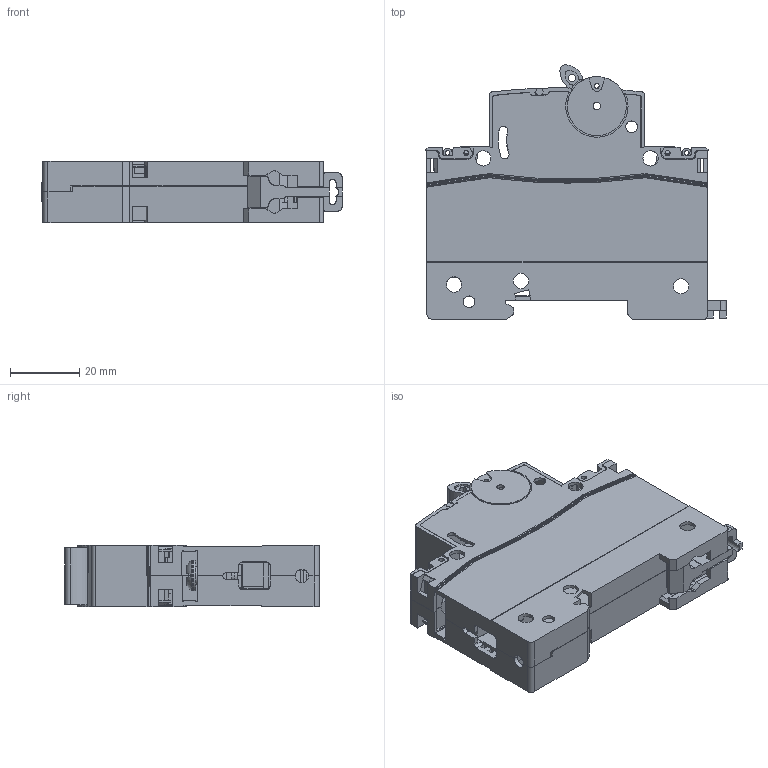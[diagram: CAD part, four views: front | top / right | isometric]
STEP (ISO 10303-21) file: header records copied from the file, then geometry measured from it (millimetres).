
FILE_DESCRIPTION (( 'STEP AP203' ), '1' );
FILE_NAME ('MCB-AB.PRO2.0-00.00.000 Circuit breaker 2.STEP', '2022-11-15T10:50:27', ( '' ), ( '' ), 'SwSTEP 2.0', 'SolidWorks 2021', '' );
FILE_SCHEMA (( 'CONFIG_CONTROL_DESIGN' ));
Length unit declared in the file: millimetre
Products named in the file (12): MCB-AB.PRO2.0-01.00.000 electromagnetic disconnection_00.STEP_00; MCB-BH.PRO2.0-00.00.006 Cover.STEP_00; MCB-BH.PRO2.0-00.00.005 Base.STEP_00; ____ _5_12 KOMBI.STEP_00; MRVA-63A.PROT-01.00.001 clamp base.STEP_00; MCB-AB.PRO2.0-00.00.000 Circuit breaker 2; MCB-BH.PRO2.0-00.00.019 Handle.STEP_00; MCB-BH.PRO2.0-00.00.015 Indicator.STEP_00; MCB-AB.PRO2.0-02.00.000 thermal disconnection_00.STEP_00; mdse-47-pro-00.00.002 Stopper.STEP_00; MCB-BH.PRO2.0-00.00.014 Connector_00.STEP_00; MCB-AB.PRO2.0-00.00.000 Circuit breaker.STEP_00
Assembly tree (14 placements, depth 4):
  MCB-AB.PRO2.0-00.00.000 Circuit breaker 2
    MCB-AB.PRO2.0-00.00.000 Circuit breaker.STEP_00
      MCB-AB.PRO2.0-01.00.000 electromagnetic disconnection_00.STEP_00
        MRVA-63A.PROT-01.00.001 clamp base.STEP_00
        ____ _5_12 KOMBI.STEP_00
      MCB-AB.PRO2.0-02.00.000 thermal disconnection_00.STEP_00
        MRVA-63A.PROT-01.00.001 clamp base.STEP_00
        ____ _5_12 KOMBI.STEP_00
      MCB-BH.PRO2.0-00.00.005 Base.STEP_00
      MCB-BH.PRO2.0-00.00.006 Cover.STEP_00
      MCB-BH.PRO2.0-00.00.019 Handle.STEP_00
      mdse-47-pro-00.00.002 Stopper.STEP_00
      MCB-BH.PRO2.0-00.00.014 Connector_00.STEP_00  x2
      MCB-BH.PRO2.0-00.00.015 Indicator.STEP_00
Bounding box: 86.78 x 73.43 x 17.7 mm (x, y, z)
Volume: 19607.4 mm3; surface area: 37937.1 mm2
Topology: 11 solids, 11 shells, 1770 faces, 5032 edges, 3277 vertices
Faces by surface type: plane 1243, cylinder 409, cone 54, torus 45, bspline 19
Entity records: 53397 total; most frequent: CARTESIAN_POINT 10600, ORIENTED_EDGE 8978, DIRECTION 8321, EDGE_CURVE 4489, LINE 3459, VECTOR 3459, VERTEX_POINT 2940, AXIS2_PLACEMENT_3D 2431
